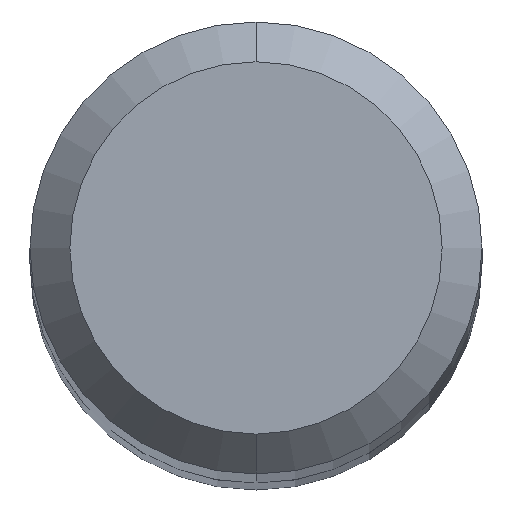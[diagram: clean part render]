
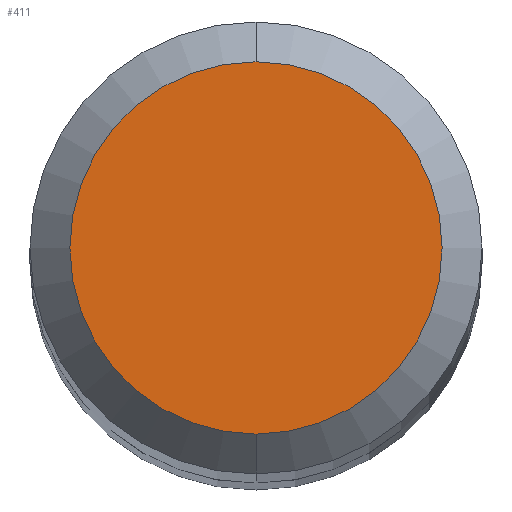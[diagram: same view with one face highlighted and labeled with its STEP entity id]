
A CAD part, top view. The second image highlights one B-rep face of the part: STEP entity #411.
In plain terms, the highlighted planar face has unit normal (0, 0, 1).
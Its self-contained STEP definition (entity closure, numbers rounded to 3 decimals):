
#223=VERTEX_POINT('',#503);
#237=VERTEX_POINT('',#517);
#343=EDGE_CURVE('',#223,#237,#636,.T.);
#387=EDGE_CURVE('',#237,#223,#684,.T.);
#411=ADVANCED_FACE('',(#711),#712,.T.);
#503=CARTESIAN_POINT('',(0.,-1.4,0.0));
#517=CARTESIAN_POINT('',(0.0,1.4,0.0));
#636=CIRCLE('',#1181,1.4);
#684=CIRCLE('',#1270,1.4);
#711=FACE_OUTER_BOUND('',#1304,.T.);
#712=PLANE('',#1305);
#1181=AXIS2_PLACEMENT_3D('',#1537,#1538,#1539);
#1270=AXIS2_PLACEMENT_3D('',#1579,#1580,#1581);
#1304=EDGE_LOOP('',(#1619,#1620));
#1305=AXIS2_PLACEMENT_3D('',#1621,#1622,#1623);
#1537=CARTESIAN_POINT('',(0.0,0.0,0.0));
#1538=DIRECTION('',(0.0,0.0,-1.0));
#1539=DIRECTION('',(0.0,1.0,0.0));
#1579=CARTESIAN_POINT('',(0.0,0.0,0.0));
#1580=DIRECTION('',(0.0,0.0,-1.0));
#1581=DIRECTION('',(0.0,1.0,0.0));
#1619=ORIENTED_EDGE('',*,*,#387,.F.);
#1620=ORIENTED_EDGE('',*,*,#343,.F.);
#1621=CARTESIAN_POINT('',(0.0,0.7,0.0));
#1622=DIRECTION('',(-0.0,0.0,1.0));
#1623=DIRECTION('',(0.0,-1.0,0.0));
